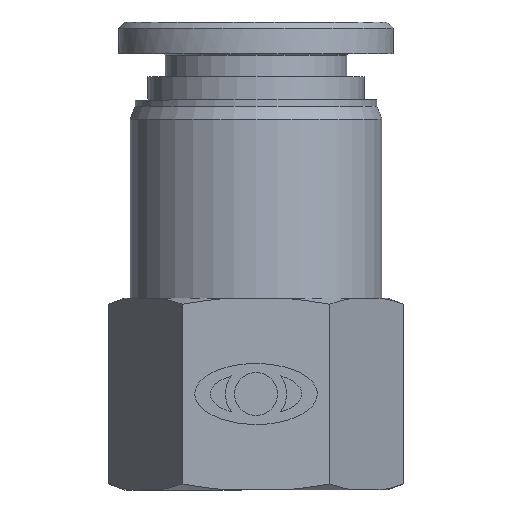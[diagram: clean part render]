
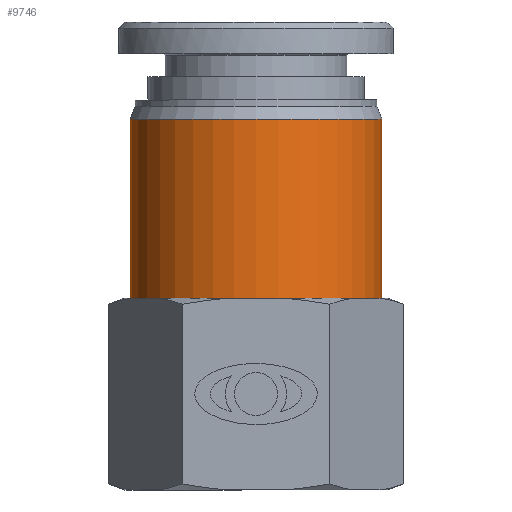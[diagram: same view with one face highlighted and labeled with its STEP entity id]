
A CAD part, front view. The second image highlights one B-rep face of the part: STEP entity #9746.
In plain terms, the highlighted cylindrical face has radius 9.85 mm (diameter 19.7 mm), a full revolution.
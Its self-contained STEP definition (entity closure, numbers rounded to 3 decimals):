
#9635=CARTESIAN_POINT('',(-9.85,15.0,0.0));
#9636=VERTEX_POINT('',#9635);
#9637=CARTESIAN_POINT('',(0.,15.0,0.0));
#9638=DIRECTION('',(0.0,1.0,0.0));
#9639=DIRECTION('',(-1.0,0.0,0.0));
#9640=AXIS2_PLACEMENT_3D('',#9637,#9638,#9639);
#9641=CIRCLE('',#9640,9.85);
#9642=EDGE_CURVE('',#9636,#9636,#9641,.T.);
#9727=CARTESIAN_POINT('',(0.,28.,0.0));
#9728=DIRECTION('',(0.,1.0,0.0));
#9729=DIRECTION('',(-1.0,0.0,0.0));
#9730=AXIS2_PLACEMENT_3D('',#9727,#9728,#9729);
#9731=CYLINDRICAL_SURFACE('',#9730,9.85);
#9732=ORIENTED_EDGE('',*,*,#9642,.T.);
#9733=EDGE_LOOP('',(#9732));
#9734=FACE_OUTER_BOUND('',#9733,.T.);
#9735=CARTESIAN_POINT('',(-9.85,29.,0.0));
#9736=VERTEX_POINT('',#9735);
#9737=CARTESIAN_POINT('',(0.,29.,0.0));
#9738=DIRECTION('',(0.0,1.0,0.0));
#9739=DIRECTION('',(-1.0,0.0,0.0));
#9740=AXIS2_PLACEMENT_3D('',#9737,#9738,#9739);
#9741=CIRCLE('',#9740,9.85);
#9742=EDGE_CURVE('',#9736,#9736,#9741,.T.);
#9743=ORIENTED_EDGE('',*,*,#9742,.F.);
#9744=EDGE_LOOP('',(#9743));
#9745=FACE_BOUND('',#9744,.T.);
#9746=ADVANCED_FACE('',(#9734,#9745),#9731,.T.);
